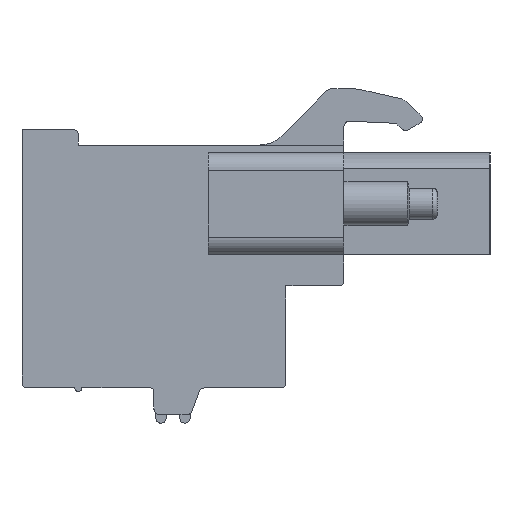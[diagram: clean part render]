
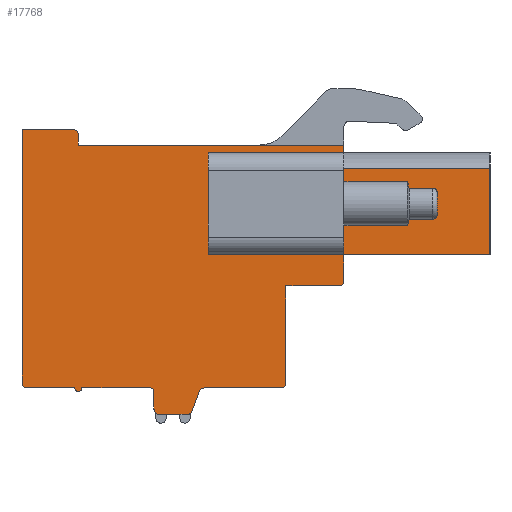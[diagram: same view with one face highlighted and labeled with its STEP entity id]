
A CAD part, left-side view. The second image highlights one B-rep face of the part: STEP entity #17768.
In plain terms, the highlighted planar face has unit normal (-1, 0, 0).
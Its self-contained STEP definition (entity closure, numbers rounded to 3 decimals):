
#1=DIRECTION('',(0.,-1.,0.));
#2=VECTOR('',#1,6.1);
#3=CARTESIAN_POINT('',(0.,2.04,0.73));
#4=LINE('',#3,#2);
#5=DIRECTION('',(0.,0.,1.));
#6=VECTOR('',#5,5.8);
#7=CARTESIAN_POINT('',(0.,-4.06,0.73));
#8=LINE('',#7,#6);
#9=DIRECTION('',(0.,1.,0.));
#10=VECTOR('',#9,6.1);
#11=CARTESIAN_POINT('',(0.,-4.06,6.53));
#12=LINE('',#11,#10);
#13=CARTESIAN_POINT('',(0.,-2.06,-6.54));
#14=DIRECTION('',(1.,0.,0.));
#15=DIRECTION('',(0.,-1.,0.));
#16=AXIS2_PLACEMENT_3D('',#13,#14,#15);
#18=DIRECTION('',(0.,1.,0.));
#19=VECTOR('',#18,4.34);
#20=CARTESIAN_POINT('',(0.,-2.06,-6.84));
#21=LINE('',#20,#19);
#22=CARTESIAN_POINT('',(0.,2.28,-7.14));
#23=DIRECTION('',(-1.,0.,0.));
#24=DIRECTION('',(0.,0.,1.));
#25=AXIS2_PLACEMENT_3D('',#22,#23,#24);
#27=DIRECTION('',(0.,0.345,-0.939));
#28=VECTOR('',#27,1.179);
#29=CARTESIAN_POINT('',(0.,2.562,-7.037));
#30=LINE('',#29,#28);
#31=CARTESIAN_POINT('',(0.,3.25,-8.04));
#32=DIRECTION('',(1.,0.,0.));
#33=DIRECTION('',(0.,-0.939,-0.345));
#34=AXIS2_PLACEMENT_3D('',#31,#32,#33);
#36=DIRECTION('',(0.,1.,0.));
#37=VECTOR('',#36,1.59);
#38=CARTESIAN_POINT('',(0.,3.25,-8.34));
#39=LINE('',#38,#37);
#40=CARTESIAN_POINT('',(0.,4.84,-8.04));
#41=DIRECTION('',(1.,0.,0.));
#42=DIRECTION('',(0.,0.,-1.));
#43=AXIS2_PLACEMENT_3D('',#40,#41,#42);
#45=DIRECTION('',(0.,0.,1.));
#46=VECTOR('',#45,1.);
#47=CARTESIAN_POINT('',(0.,5.14,-8.04));
#48=LINE('',#47,#46);
#49=CARTESIAN_POINT('',(0.,5.34,-7.04));
#50=DIRECTION('',(-1.,0.,0.));
#51=DIRECTION('',(0.,-1.,0.));
#52=AXIS2_PLACEMENT_3D('',#49,#50,#51);
#54=DIRECTION('',(0.,1.,0.));
#55=VECTOR('',#54,3.9);
#56=CARTESIAN_POINT('',(0.,5.34,-6.84));
#57=LINE('',#56,#55);
#58=CARTESIAN_POINT('',(0.,9.44,-6.84));
#59=DIRECTION('',(1.,0.,0.));
#60=DIRECTION('',(0.,-1.,0.));
#61=AXIS2_PLACEMENT_3D('',#58,#59,#60);
#63=DIRECTION('',(0.,1.,0.));
#64=VECTOR('',#63,2.7);
#65=CARTESIAN_POINT('',(0.,9.64,-6.84));
#66=LINE('',#65,#64);
#67=CARTESIAN_POINT('',(0.,12.34,-6.54));
#68=DIRECTION('',(1.,0.,0.));
#69=DIRECTION('',(0.,0.,-1.));
#70=AXIS2_PLACEMENT_3D('',#67,#68,#69);
#72=DIRECTION('',(0.,0.,1.));
#73=VECTOR('',#72,0.5);
#74=CARTESIAN_POINT('',(0.,12.64,-6.54));
#75=LINE('',#74,#73);
#76=DIRECTION('',(0.,0.,1.));
#77=VECTOR('',#76,13.9);
#78=CARTESIAN_POINT('',(0.,12.64,-6.04));
#79=LINE('',#78,#77);
#80=DIRECTION('',(0.,-1.,0.));
#81=VECTOR('',#80,2.9);
#82=CARTESIAN_POINT('',(0.,12.64,7.86));
#83=LINE('',#82,#81);
#84=CARTESIAN_POINT('',(0.,9.74,7.56));
#85=DIRECTION('',(1.,0.,0.));
#86=DIRECTION('',(0.,0.,1.));
#87=AXIS2_PLACEMENT_3D('',#84,#85,#86);
#89=DIRECTION('',(0.,0.,-1.));
#90=VECTOR('',#89,0.6);
#91=CARTESIAN_POINT('',(0.,9.44,7.56));
#92=LINE('',#91,#90);
#93=DIRECTION('',(0.,-1.,0.));
#94=VECTOR('',#93,15.1);
#95=CARTESIAN_POINT('',(0.,9.44,6.96));
#96=LINE('',#95,#94);
#97=DIRECTION('',(0.,0.,-1.));
#98=VECTOR('',#97,1.325);
#99=CARTESIAN_POINT('',(0.,-5.66,6.96));
#100=LINE('',#99,#98);
#101=DIRECTION('',(0.,1.,0.));
#102=VECTOR('',#101,8.3);
#103=CARTESIAN_POINT('',(0.,-13.96,5.635));
#104=LINE('',#103,#102);
#105=DIRECTION('',(0.,1.,0.));
#106=VECTOR('',#105,8.3);
#107=CARTESIAN_POINT('',(0.,-13.96,0.73));
#108=LINE('',#107,#106);
#109=DIRECTION('',(0.,0.,-1.));
#110=VECTOR('',#109,1.47);
#111=CARTESIAN_POINT('',(0.,-5.66,0.73));
#112=LINE('',#111,#110);
#113=CARTESIAN_POINT('',(0.,-5.36,-0.74));
#114=DIRECTION('',(-1.,0.,0.));
#115=DIRECTION('',(0.,0.,-1.));
#116=AXIS2_PLACEMENT_3D('',#113,#114,#115);
#421=DIRECTION('',(0.,0.,1.));
#422=VECTOR('',#421,5.8);
#423=CARTESIAN_POINT('',(0.,2.04,0.73));
#424=LINE('',#423,#422);
#758=DIRECTION('',(0.,-1.,0.));
#759=VECTOR('',#758,3.);
#760=CARTESIAN_POINT('',(0.,-2.36,-1.04));
#761=LINE('',#760,#759);
#2050=DIRECTION('',(0.,0.,1.));
#2051=VECTOR('',#2050,4.905);
#2052=CARTESIAN_POINT('',(0.,-13.96,0.73));
#2053=LINE('',#2052,#2051);
#4299=DIRECTION('',(0.,0.,1.));
#4300=VECTOR('',#4299,5.5);
#4301=CARTESIAN_POINT('',(0.,-2.36,-6.54));
#4302=LINE('',#4301,#4300);
#13485=CARTESIAN_POINT('',(0.,12.34,-6.84));
#13486=CARTESIAN_POINT('',(0.,12.64,-6.54));
#13487=VERTEX_POINT('',#13485);
#13488=VERTEX_POINT('',#13486);
#13489=CARTESIAN_POINT('',(0.,12.64,-6.04));
#13490=VERTEX_POINT('',#13489);
#13491=CARTESIAN_POINT('',(0.,12.64,7.86));
#13492=VERTEX_POINT('',#13491);
#13493=CARTESIAN_POINT('',(0.,9.74,7.86));
#13494=VERTEX_POINT('',#13493);
#13495=CARTESIAN_POINT('',(0.,9.44,7.56));
#13496=VERTEX_POINT('',#13495);
#13497=CARTESIAN_POINT('',(0.,9.44,6.96));
#13498=VERTEX_POINT('',#13497);
#13499=CARTESIAN_POINT('',(0.,-5.66,6.96));
#13500=VERTEX_POINT('',#13499);
#13501=CARTESIAN_POINT('',(0.,-2.36,-6.54));
#13502=CARTESIAN_POINT('',(0.,-2.06,-6.84));
#13503=VERTEX_POINT('',#13501);
#13504=VERTEX_POINT('',#13502);
#13505=CARTESIAN_POINT('',(0.,2.28,-6.84));
#13506=VERTEX_POINT('',#13505);
#13507=CARTESIAN_POINT('',(0.,2.562,-7.037));
#13508=VERTEX_POINT('',#13507);
#13509=CARTESIAN_POINT('',(0.,2.968,-8.143));
#13510=VERTEX_POINT('',#13509);
#13511=CARTESIAN_POINT('',(0.,3.25,-8.34));
#13512=VERTEX_POINT('',#13511);
#13513=CARTESIAN_POINT('',(0.,4.84,-8.34));
#13514=VERTEX_POINT('',#13513);
#13515=CARTESIAN_POINT('',(0.,5.14,-8.04));
#13516=VERTEX_POINT('',#13515);
#13517=CARTESIAN_POINT('',(0.,5.14,-7.04));
#13518=VERTEX_POINT('',#13517);
#13519=CARTESIAN_POINT('',(0.,5.34,-6.84));
#13520=VERTEX_POINT('',#13519);
#13521=CARTESIAN_POINT('',(0.,9.24,-6.84));
#13522=VERTEX_POINT('',#13521);
#13523=CARTESIAN_POINT('',(0.,9.64,-6.84));
#13524=VERTEX_POINT('',#13523);
#13589=CARTESIAN_POINT('',(0.,-13.96,0.73));
#13590=VERTEX_POINT('',#13589);
#13591=CARTESIAN_POINT('',(0.,-5.66,0.73));
#13592=VERTEX_POINT('',#13591);
#13817=CARTESIAN_POINT('',(0.,-13.96,5.635));
#13819=VERTEX_POINT('',#13817);
#17385=CARTESIAN_POINT('',(0.,2.04,0.73));
#17386=CARTESIAN_POINT('',(0.,2.04,6.53));
#17387=VERTEX_POINT('',#17385);
#17388=VERTEX_POINT('',#17386);
#17393=CARTESIAN_POINT('',(0.,-4.06,0.73));
#17395=VERTEX_POINT('',#17393);
#17397=CARTESIAN_POINT('',(0.,-4.06,6.53));
#17399=VERTEX_POINT('',#17397);
#17401=CARTESIAN_POINT('',(0.,-5.66,5.635));
#17402=VERTEX_POINT('',#17401);
#17549=CARTESIAN_POINT('',(0.,-5.36,-1.04));
#17550=CARTESIAN_POINT('',(0.,-5.66,-0.74));
#17551=VERTEX_POINT('',#17549);
#17552=VERTEX_POINT('',#17550);
#17553=CARTESIAN_POINT('',(0.,-2.36,-1.04));
#17554=VERTEX_POINT('',#17553);
#17697=CARTESIAN_POINT('',(0.,0.,0.));
#17698=DIRECTION('',(1.,0.,0.));
#17699=DIRECTION('',(0.,-1.,0.));
#17700=AXIS2_PLACEMENT_3D('',#17697,#17698,#17699);
#17701=PLANE('',#17700);
#17703=ORIENTED_EDGE('',*,*,#17702,.F.);
#17705=ORIENTED_EDGE('',*,*,#17704,.F.);
#17707=ORIENTED_EDGE('',*,*,#17706,.T.);
#17709=ORIENTED_EDGE('',*,*,#17708,.T.);
#17711=ORIENTED_EDGE('',*,*,#17710,.T.);
#17713=ORIENTED_EDGE('',*,*,#17712,.T.);
#17715=ORIENTED_EDGE('',*,*,#17714,.T.);
#17717=ORIENTED_EDGE('',*,*,#17716,.T.);
#17719=ORIENTED_EDGE('',*,*,#17718,.T.);
#17721=ORIENTED_EDGE('',*,*,#17720,.T.);
#17723=ORIENTED_EDGE('',*,*,#17722,.T.);
#17725=ORIENTED_EDGE('',*,*,#17724,.T.);
#17727=ORIENTED_EDGE('',*,*,#17726,.T.);
#17729=ORIENTED_EDGE('',*,*,#17728,.T.);
#17731=ORIENTED_EDGE('',*,*,#17730,.T.);
#17733=ORIENTED_EDGE('',*,*,#17732,.T.);
#17735=ORIENTED_EDGE('',*,*,#17734,.T.);
#17737=ORIENTED_EDGE('',*,*,#17736,.T.);
#17739=ORIENTED_EDGE('',*,*,#17738,.T.);
#17741=ORIENTED_EDGE('',*,*,#17740,.T.);
#17743=ORIENTED_EDGE('',*,*,#17742,.T.);
#17745=ORIENTED_EDGE('',*,*,#17744,.T.);
#17747=ORIENTED_EDGE('',*,*,#17746,.F.);
#17749=ORIENTED_EDGE('',*,*,#17748,.F.);
#17751=ORIENTED_EDGE('',*,*,#17750,.T.);
#17753=ORIENTED_EDGE('',*,*,#17752,.T.);
#17755=ORIENTED_EDGE('',*,*,#17754,.F.);
#17756=EDGE_LOOP('',(#17703,#17705,#17707,#17709,#17711,#17713,#17715,#17717,
#17719,#17721,#17723,#17725,#17727,#17729,#17731,#17733,#17735,#17737,#17739,
#17741,#17743,#17745,#17747,#17749,#17751,#17753,#17755));
#17757=FACE_OUTER_BOUND('',#17756,.F.);
#17759=ORIENTED_EDGE('',*,*,#17758,.T.);
#17761=ORIENTED_EDGE('',*,*,#17760,.T.);
#17763=ORIENTED_EDGE('',*,*,#17762,.T.);
#17765=ORIENTED_EDGE('',*,*,#17764,.F.);
#17766=EDGE_LOOP('',(#17759,#17761,#17763,#17765));
#17767=FACE_BOUND('',#17766,.F.);
#17768=ADVANCED_FACE('',(#17757,#17767),#17701,.F.);
#17=CIRCLE('',#16,0.3);
#26=CIRCLE('',#25,0.3);
#35=CIRCLE('',#34,0.3);
#44=CIRCLE('',#43,0.3);
#53=CIRCLE('',#52,0.2);
#62=CIRCLE('',#61,0.2);
#71=CIRCLE('',#70,0.3);
#88=CIRCLE('',#87,0.3);
#117=CIRCLE('',#116,0.3);
#17702=EDGE_CURVE('',#17554,#17551,#761,.T.);
#17704=EDGE_CURVE('',#13503,#17554,#4302,.T.);
#17706=EDGE_CURVE('',#13503,#13504,#17,.T.);
#17708=EDGE_CURVE('',#13504,#13506,#21,.T.);
#17710=EDGE_CURVE('',#13506,#13508,#26,.T.);
#17712=EDGE_CURVE('',#13508,#13510,#30,.T.);
#17714=EDGE_CURVE('',#13510,#13512,#35,.T.);
#17716=EDGE_CURVE('',#13512,#13514,#39,.T.);
#17718=EDGE_CURVE('',#13514,#13516,#44,.T.);
#17720=EDGE_CURVE('',#13516,#13518,#48,.T.);
#17722=EDGE_CURVE('',#13518,#13520,#53,.T.);
#17724=EDGE_CURVE('',#13520,#13522,#57,.T.);
#17726=EDGE_CURVE('',#13522,#13524,#62,.T.);
#17728=EDGE_CURVE('',#13524,#13487,#66,.T.);
#17730=EDGE_CURVE('',#13487,#13488,#71,.T.);
#17732=EDGE_CURVE('',#13488,#13490,#75,.T.);
#17734=EDGE_CURVE('',#13490,#13492,#79,.T.);
#17736=EDGE_CURVE('',#13492,#13494,#83,.T.);
#17738=EDGE_CURVE('',#13494,#13496,#88,.T.);
#17740=EDGE_CURVE('',#13496,#13498,#92,.T.);
#17742=EDGE_CURVE('',#13498,#13500,#96,.T.);
#17744=EDGE_CURVE('',#13500,#17402,#100,.T.);
#17746=EDGE_CURVE('',#13819,#17402,#104,.T.);
#17748=EDGE_CURVE('',#13590,#13819,#2053,.T.);
#17750=EDGE_CURVE('',#13590,#13592,#108,.T.);
#17752=EDGE_CURVE('',#13592,#17552,#112,.T.);
#17754=EDGE_CURVE('',#17551,#17552,#117,.T.);
#17758=EDGE_CURVE('',#17387,#17395,#4,.T.);
#17760=EDGE_CURVE('',#17395,#17399,#8,.T.);
#17762=EDGE_CURVE('',#17399,#17388,#12,.T.);
#17764=EDGE_CURVE('',#17387,#17388,#424,.T.);
